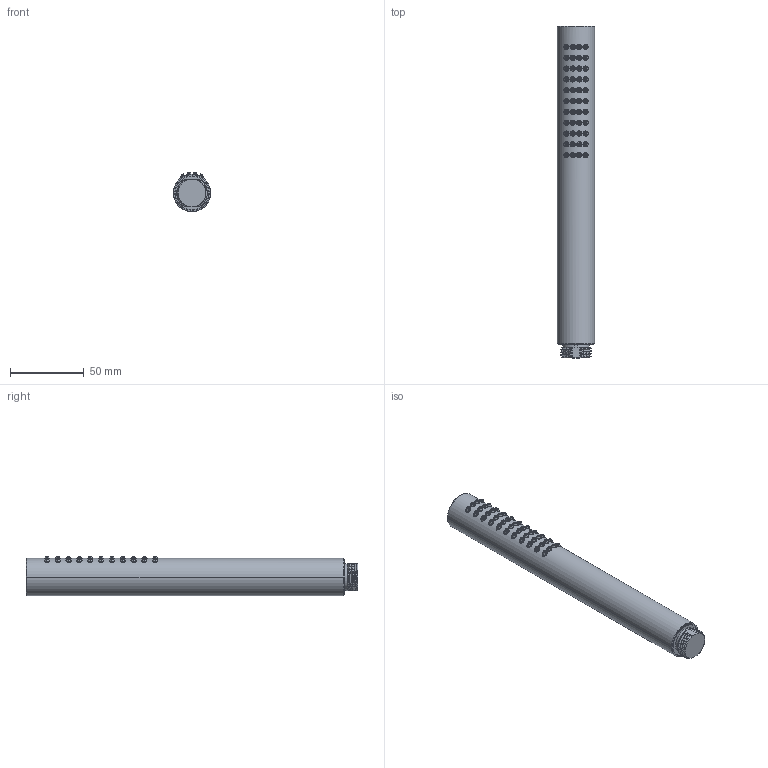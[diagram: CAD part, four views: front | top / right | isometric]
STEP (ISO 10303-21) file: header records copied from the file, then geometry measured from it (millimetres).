
FILE_DESCRIPTION((''),'2;1');
FILE_NAME('12806','2020-12-11T10:13:14',('jinson.thomas'),(''),'CREO PARAMETRIC BY PTC INC, 2018400','CREO PARAMETRIC BY PTC INC, 2018400','');
FILE_SCHEMA(('CONFIG_CONTROL_DESIGN'));
Products named in the file (1): 12806
Bounding box: 25.4 x 225.81 x 26.85 mm (x, y, z)
Volume: 112310 mm3; surface area: 21198.2 mm2
Topology: 1 solids, 1 shells, 788 faces, 1750 edges, 1055 vertices
Faces by surface type: bspline 557, cylinder 209, plane 9, torus 8, cone 5
Entity records: 76224 total; most frequent: CARTESIAN_POINT 62752, ORIENTED_EDGE 3500, EDGE_CURVE 1750, DIRECTION 1327, B_SPLINE_CURVE_WITH_KNOTS 1097, VERTEX_POINT 1055, EDGE_LOOP 879, FACE_OUTER_BOUND 788
